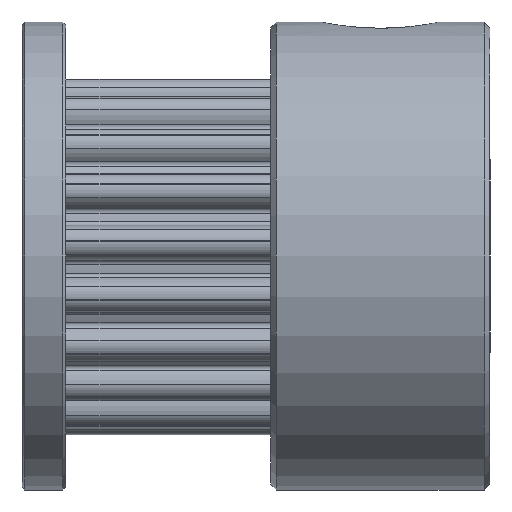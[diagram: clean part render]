
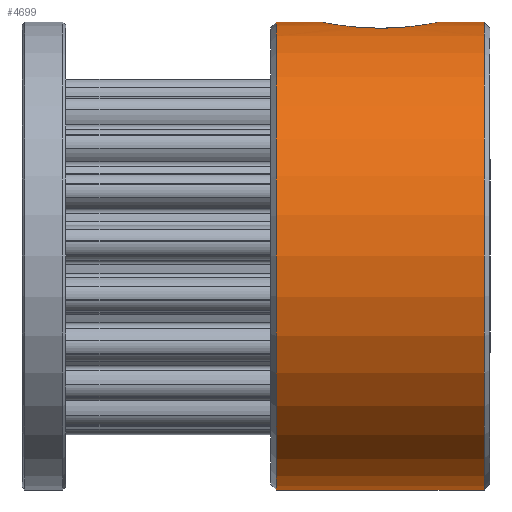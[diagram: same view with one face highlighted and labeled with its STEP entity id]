
A CAD part, left-side view. The second image highlights one B-rep face of the part: STEP entity #4699.
In plain terms, the highlighted cylindrical face has radius 8 mm (diameter 16 mm), a partial arc.
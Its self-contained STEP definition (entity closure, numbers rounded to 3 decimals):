
#34 = CARTESIAN_POINT ( 'NONE',  ( 0., 3.55, 8. ) ) ;
#74 = CARTESIAN_POINT ( 'NONE',  ( -1.605, -0.978, 7.838 ) ) ;
#102 = CARTESIAN_POINT ( 'NONE',  ( 0., -2.025, 8. ) ) ;
#371 = LINE ( 'NONE', #6458, #1514 ) ;
#387 = CARTESIAN_POINT ( 'NONE',  ( -1.471, 1.191, 7.864 ) ) ;
#403 = DIRECTION ( 'NONE',  ( 0., -1., 0. ) ) ;
#412 = FACE_OUTER_BOUND ( 'NONE', #4487, .T. ) ;
#418 = CIRCLE ( 'NONE', #6582, 8. ) ;
#449 = ORIENTED_EDGE ( 'NONE', *, *, #3433, .F. ) ;
#467 = CARTESIAN_POINT ( 'NONE',  ( -0.499, 1.951, 7.985 ) ) ;
#494 = DIRECTION ( 'NONE',  ( 0., -1., 0. ) ) ;
#546 = CARTESIAN_POINT ( 'NONE',  ( 0., 3.75, 8. ) ) ;
#662 = VERTEX_POINT ( 'NONE', #2375 ) ;
#710 = ORIENTED_EDGE ( 'NONE', *, *, #4580, .T. ) ;
#722 = EDGE_CURVE ( 'NONE', #662, #3491, #418, .T. ) ;
#747 = EDGE_CURVE ( 'NONE', #4383, #2188, #1876, .T. ) ;
#835 = CIRCLE ( 'NONE', #1047, 8. ) ;
#1041 = VERTEX_POINT ( 'NONE', #6911 ) ;
#1047 = AXIS2_PLACEMENT_3D ( 'NONE', #3652, #403, #1734 ) ;
#1160 = CARTESIAN_POINT ( 'NONE',  ( -1.398, 1.296, 7.877 ) ) ;
#1194 = DIRECTION ( 'NONE',  ( 0., 0., 1. ) ) ;
#1390 = CARTESIAN_POINT ( 'NONE',  ( -0.505, -1.964, 7.987 ) ) ;
#1451 = CARTESIAN_POINT ( 'NONE',  ( -0.956, -1.741, 7.946 ) ) ;
#1452 = VECTOR ( 'NONE', #5840, 1000. ) ;
#1514 = VECTOR ( 'NONE', #8396, 1000. ) ;
#1719 = CARTESIAN_POINT ( 'NONE',  ( -1.146, 1.574, 7.918 ) ) ;
#1734 = DIRECTION ( 'NONE',  ( 0., 0., 1. ) ) ;
#1833 = CARTESIAN_POINT ( 'NONE',  ( 0., 3.55, -8. ) ) ;
#1839 = CARTESIAN_POINT ( 'NONE',  ( -1.816, 0., 7.791 ) ) ;
#1876 = LINE ( 'NONE', #546, #1452 ) ;
#1879 = AXIS2_PLACEMENT_3D ( 'NONE', #3465, #2180, #2156 ) ;
#1957 = EDGE_CURVE ( 'NONE', #2440, #662, #2364, .T. ) ;
#2156 = DIRECTION ( 'NONE',  ( 0., 0., -1. ) ) ;
#2167 = CYLINDRICAL_SURFACE ( 'NONE', #1879, 8. ) ;
#2180 = DIRECTION ( 'NONE',  ( 0., -1., 0. ) ) ;
#2188 = VERTEX_POINT ( 'NONE', #5339 ) ;
#2364 = LINE ( 'NONE', #3206, #7679 ) ;
#2375 = CARTESIAN_POINT ( 'NONE',  ( 0., -3.55, -8. ) ) ;
#2434 = CARTESIAN_POINT ( 'NONE',  ( -0.95, 1.729, 7.944 ) ) ;
#2440 = VERTEX_POINT ( 'NONE', #1833 ) ;
#2722 = CARTESIAN_POINT ( 'NONE',  ( -1.156, -1.581, 7.918 ) ) ;
#2999 = CARTESIAN_POINT ( 'NONE',  ( 0., -2.025, 8. ) ) ;
#3206 = CARTESIAN_POINT ( 'NONE',  ( 0., 3.75, -8. ) ) ;
#3433 = EDGE_CURVE ( 'NONE', #4013, #3491, #371, .T. ) ;
#3465 = CARTESIAN_POINT ( 'NONE',  ( 0., 3.75, 0. ) ) ;
#3491 = VERTEX_POINT ( 'NONE', #5736 ) ;
#3652 = CARTESIAN_POINT ( 'NONE',  ( 0., 3.55, 0. ) ) ;
#3708 = B_SPLINE_CURVE_WITH_KNOTS ( 'NONE', 3,
 ( #102, #4062, #1390, #1451, #2722, #7388, #74, #4712, #7487, #8142 ),
 .UNSPECIFIED., .F., .F.,
 ( 4, 2, 2, 2, 4 ),
 ( 0.011, 0.011, 0.012, 0.013, 0.014 ),
 .UNSPECIFIED. ) ;
#4013 = VERTEX_POINT ( 'NONE', #2999 ) ;
#4062 = CARTESIAN_POINT ( 'NONE',  ( -0.253, -2.025, 8. ) ) ;
#4356 = CARTESIAN_POINT ( 'NONE',  ( -0.842, 1.798, 7.956 ) ) ;
#4379 = CARTESIAN_POINT ( 'NONE',  ( -1.595, 0.974, 7.84 ) ) ;
#4383 = VERTEX_POINT ( 'NONE', #34 ) ;
#4438 = CARTESIAN_POINT ( 'NONE',  ( -1.235, 1.487, 7.904 ) ) ;
#4487 = EDGE_LOOP ( 'NONE', ( #4606, #710, #4490, #4965, #449, #7262, #5483 ) ) ;
#4490 = ORIENTED_EDGE ( 'NONE', *, *, #1957, .T. ) ;
#4543 = CARTESIAN_POINT ( 'NONE',  ( 0., -3.55, 0. ) ) ;
#4580 = EDGE_CURVE ( 'NONE', #4383, #2440, #835, .T. ) ;
#4606 = ORIENTED_EDGE ( 'NONE', *, *, #747, .F. ) ;
#4699 = ADVANCED_FACE ( 'NONE', ( #412 ), #2167, .T. ) ;
#4712 = CARTESIAN_POINT ( 'NONE',  ( -1.774, -0.502, 7.801 ) ) ;
#4965 = ORIENTED_EDGE ( 'NONE', *, *, #722, .T. ) ;
#5028 = CARTESIAN_POINT ( 'NONE',  ( -0.253, 2.01, 7.997 ) ) ;
#5116 = CARTESIAN_POINT ( 'NONE',  ( -0.126, 2.025, 8. ) ) ;
#5251 = DIRECTION ( 'NONE',  ( 0., 1., 0. ) ) ;
#5339 = CARTESIAN_POINT ( 'NONE',  ( 0., 2.025, 8. ) ) ;
#5483 = ORIENTED_EDGE ( 'NONE', *, *, #5540, .T. ) ;
#5540 = EDGE_CURVE ( 'NONE', #1041, #2188, #8156, .T. ) ;
#5736 = CARTESIAN_POINT ( 'NONE',  ( 0., -3.55, 8. ) ) ;
#5791 = CARTESIAN_POINT ( 'NONE',  ( -1.763, 0.499, 7.803 ) ) ;
#5826 = CARTESIAN_POINT ( 'NONE',  ( -1.731, 0.623, 7.811 ) ) ;
#5840 = DIRECTION ( 'NONE',  ( 0., -1., 0. ) ) ;
#6458 = CARTESIAN_POINT ( 'NONE',  ( 0., 3.75, 8. ) ) ;
#6582 = AXIS2_PLACEMENT_3D ( 'NONE', #4543, #5251, #1194 ) ;
#6726 = EDGE_CURVE ( 'NONE', #4013, #1041, #3708, .T. ) ;
#6911 = CARTESIAN_POINT ( 'NONE',  ( -1.816, 0., 7.791 ) ) ;
#7262 = ORIENTED_EDGE ( 'NONE', *, *, #6726, .T. ) ;
#7388 = CARTESIAN_POINT ( 'NONE',  ( -1.483, -1.196, 7.863 ) ) ;
#7487 = CARTESIAN_POINT ( 'NONE',  ( -1.816, -0.252, 7.791 ) ) ;
#7679 = VECTOR ( 'NONE', #494, 1000. ) ;
#7682 = CARTESIAN_POINT ( 'NONE',  ( -0.617, 1.909, 7.977 ) ) ;
#7735 = CARTESIAN_POINT ( 'NONE',  ( 0., 2.025, 8. ) ) ;
#7802 = CARTESIAN_POINT ( 'NONE',  ( -1.816, 0.127, 7.791 ) ) ;
#8142 = CARTESIAN_POINT ( 'NONE',  ( -1.816, 0., 7.791 ) ) ;
#8156 = B_SPLINE_CURVE_WITH_KNOTS ( 'NONE', 3,
 ( #1839, #7802, #8448, #5791, #5826, #8360, #4379, #387, #1160, #4438, #1719, #2434, #4356, #7682, #467, #5028, #5116, #7735 ),
 .UNSPECIFIED., .F., .F.,
 ( 4, 2, 2, 2, 2, 2, 2, 2, 4 ),
 ( 0.001, 0.002, 0.002, 0.003, 0.003, 0.003, 0.004, 0.004, 0.004 ),
 .UNSPECIFIED. ) ;
#8360 = CARTESIAN_POINT ( 'NONE',  ( -1.647, 0.86, 7.829 ) ) ;
#8396 = DIRECTION ( 'NONE',  ( 0., -1., 0. ) ) ;
#8448 = CARTESIAN_POINT ( 'NONE',  ( -1.805, 0.252, 7.794 ) ) ;
